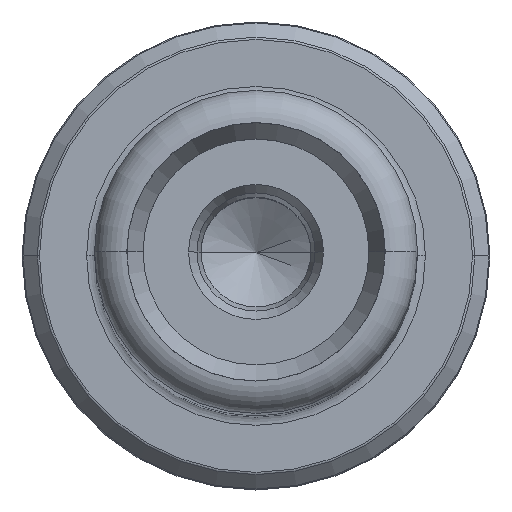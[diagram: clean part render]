
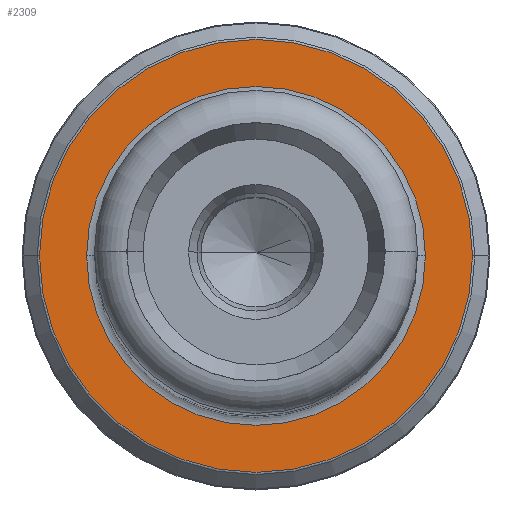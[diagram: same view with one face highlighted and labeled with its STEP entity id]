
A CAD part, top view. The second image highlights one B-rep face of the part: STEP entity #2309.
In plain terms, the highlighted planar face has unit normal (0, 0, 1).
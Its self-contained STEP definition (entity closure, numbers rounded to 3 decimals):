
#177 = ORIENTED_EDGE ( 'NONE', *, *, #1371, .T. ) ;
#248 = ORIENTED_EDGE ( 'NONE', *, *, #697, .T. ) ;
#252 = DIRECTION ( 'NONE',  ( -1., 0., 0. ) ) ;
#324 = EDGE_LOOP ( 'NONE', ( #248, #1788 ) ) ;
#450 = CARTESIAN_POINT ( 'NONE',  ( 0., 0., 20. ) ) ;
#489 = CARTESIAN_POINT ( 'NONE',  ( -13.417, 0., 20. ) ) ;
#529 = CIRCLE ( 'NONE', #2723, 13.417 ) ;
#608 = DIRECTION ( 'NONE',  ( 1., 0., 0. ) ) ;
#649 = EDGE_CURVE ( 'NONE', #2361, #2622, #529, .T. ) ;
#697 = EDGE_CURVE ( 'NONE', #2622, #2361, #2529, .T. ) ;
#742 = VERTEX_POINT ( 'NONE', #1616 ) ;
#1016 = CARTESIAN_POINT ( 'NONE',  ( 0., 0., 20. ) ) ;
#1359 = DIRECTION ( 'NONE',  ( 0., 0., 1. ) ) ;
#1371 = EDGE_CURVE ( 'NONE', #3846, #742, #2989, .T. ) ;
#1575 = CARTESIAN_POINT ( 'NONE',  ( -10.5, 0., 20. ) ) ;
#1593 = FACE_OUTER_BOUND ( 'NONE', #324, .T. ) ;
#1616 = CARTESIAN_POINT ( 'NONE',  ( 10.5, 0., 20. ) ) ;
#1752 = AXIS2_PLACEMENT_3D ( 'NONE', #1979, #3157, #2014 ) ;
#1764 = DIRECTION ( 'NONE',  ( 0., 0., -1. ) ) ;
#1788 = ORIENTED_EDGE ( 'NONE', *, *, #649, .T. ) ;
#1858 = EDGE_LOOP ( 'NONE', ( #177, #2971 ) ) ;
#1954 = DIRECTION ( 'NONE',  ( 1., 0., 0. ) ) ;
#1979 = CARTESIAN_POINT ( 'NONE',  ( 0., 0., 20. ) ) ;
#2014 = DIRECTION ( 'NONE',  ( -1., 0., 0. ) ) ;
#2111 = CIRCLE ( 'NONE', #2799, 10.5 ) ;
#2301 = CARTESIAN_POINT ( 'NONE',  ( 13.417, 0., 20. ) ) ;
#2309 = ADVANCED_FACE ( 'NONE', ( #3046, #1593 ), #2782, .T. ) ;
#2361 = VERTEX_POINT ( 'NONE', #489 ) ;
#2393 = CARTESIAN_POINT ( 'NONE',  ( 0., 0., 20. ) ) ;
#2529 = CIRCLE ( 'NONE', #3332, 13.417 ) ;
#2622 = VERTEX_POINT ( 'NONE', #2301 ) ;
#2708 = DIRECTION ( 'NONE',  ( 0., 0., 1. ) ) ;
#2723 = AXIS2_PLACEMENT_3D ( 'NONE', #450, #3763, #1954 ) ;
#2782 = PLANE ( 'NONE',  #3683 ) ;
#2799 = AXIS2_PLACEMENT_3D ( 'NONE', #3860, #1764, #252 ) ;
#2865 = DIRECTION ( 'NONE',  ( 1., 0., 0. ) ) ;
#2971 = ORIENTED_EDGE ( 'NONE', *, *, #3582, .T. ) ;
#2989 = CIRCLE ( 'NONE', #1752, 10.5 ) ;
#3046 = FACE_BOUND ( 'NONE', #1858, .T. ) ;
#3157 = DIRECTION ( 'NONE',  ( 0., 0., -1. ) ) ;
#3332 = AXIS2_PLACEMENT_3D ( 'NONE', #1016, #1359, #2865 ) ;
#3582 = EDGE_CURVE ( 'NONE', #742, #3846, #2111, .T. ) ;
#3683 = AXIS2_PLACEMENT_3D ( 'NONE', #2393, #2708, #608 ) ;
#3763 = DIRECTION ( 'NONE',  ( 0., 0., 1. ) ) ;
#3846 = VERTEX_POINT ( 'NONE', #1575 ) ;
#3860 = CARTESIAN_POINT ( 'NONE',  ( 0., 0., 20. ) ) ;
